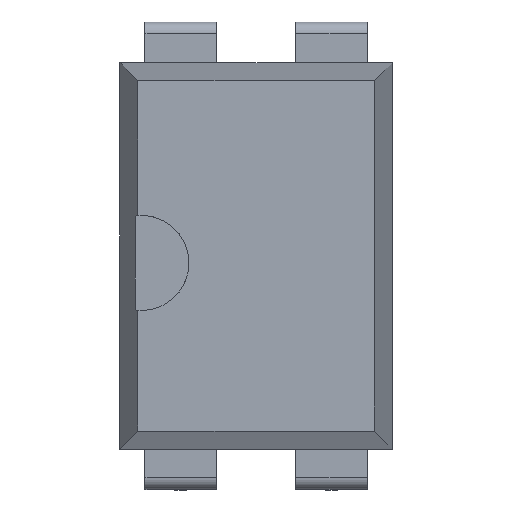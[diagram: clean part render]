
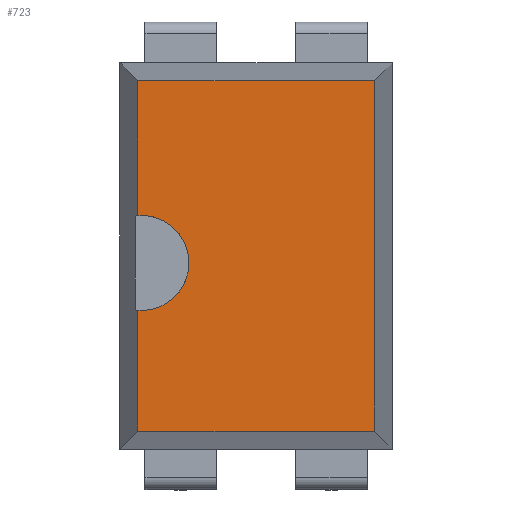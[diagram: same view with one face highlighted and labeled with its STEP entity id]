
A CAD part, top view. The second image highlights one B-rep face of the part: STEP entity #723.
In plain terms, the highlighted planar face has unit normal (0, 0, 1).
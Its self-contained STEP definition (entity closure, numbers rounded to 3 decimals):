
#1 = AXIS2_PLACEMENT_3D ( 'NONE', #115, #1875, #1695 ) ;
#10 = CARTESIAN_POINT ( 'NONE',  ( 0.3, 0.98, 5.3 ) ) ;
#16 = ORIENTED_EDGE ( 'NONE', *, *, #1194, .F. ) ;
#28 = VERTEX_POINT ( 'NONE', #1381 ) ;
#46 = DIRECTION ( 'NONE',  ( 0., 0., 1. ) ) ;
#87 = EDGE_CURVE ( 'NONE', #2755, #28, #404, .T. ) ;
#115 = CARTESIAN_POINT ( 'NONE',  ( 0.36, 3.81, 5.3 ) ) ;
#129 = LINE ( 'NONE', #401, #532 ) ;
#183 = ORIENTED_EDGE ( 'NONE', *, *, #767, .F. ) ;
#283 = ORIENTED_EDGE ( 'NONE', *, *, #2107, .F. ) ;
#395 = CIRCLE ( 'NONE', #2212, 0.8 ) ;
#401 = CARTESIAN_POINT ( 'NONE',  ( 0., 0.98, 5.3 ) ) ;
#404 = LINE ( 'NONE', #2981, #2517 ) ;
#453 = VECTOR ( 'NONE', #2608, 1000. ) ;
#532 = VECTOR ( 'NONE', #2189, 1000. ) ;
#536 = LINE ( 'NONE', #10, #1684 ) ;
#602 = DIRECTION ( 'NONE',  ( 1., 0., 0. ) ) ;
#632 = CARTESIAN_POINT ( 'NONE',  ( 4.28, 0.98, 5.3 ) ) ;
#723 = ADVANCED_FACE ( 'NONE', ( #2455 ), #2987, .T. ) ;
#729 = CARTESIAN_POINT ( 'NONE',  ( 0.3, 3.012, 5.3 ) ) ;
#767 = EDGE_CURVE ( 'NONE', #2755, #2874, #813, .T. ) ;
#813 = CIRCLE ( 'NONE', #1, 0.8 ) ;
#841 = DIRECTION ( 'NONE',  ( 1., 0., 0. ) ) ;
#860 = CARTESIAN_POINT ( 'NONE',  ( 4.28, 6.88, 5.3 ) ) ;
#953 = DIRECTION ( 'NONE',  ( 1., 0., 0. ) ) ;
#968 = CARTESIAN_POINT ( 'NONE',  ( 0., 0.68, 5.3 ) ) ;
#1060 = VERTEX_POINT ( 'NONE', #860 ) ;
#1194 = EDGE_CURVE ( 'NONE', #1060, #2670, #3125, .T. ) ;
#1271 = VECTOR ( 'NONE', #602, 1000. ) ;
#1355 = LINE ( 'NONE', #2650, #1271 ) ;
#1381 = CARTESIAN_POINT ( 'NONE',  ( 0.3, 0.98, 5.3 ) ) ;
#1470 = DIRECTION ( 'NONE',  ( 0., 0., 1. ) ) ;
#1684 = VECTOR ( 'NONE', #2050, 1000. ) ;
#1695 = DIRECTION ( 'NONE',  ( 1., 0., 0. ) ) ;
#1714 = EDGE_CURVE ( 'NONE', #2214, #2823, #536, .T. ) ;
#1722 = ORIENTED_EDGE ( 'NONE', *, *, #3200, .F. ) ;
#1875 = DIRECTION ( 'NONE',  ( 0., 0., 1. ) ) ;
#2050 = DIRECTION ( 'NONE',  ( 0., -1., 0. ) ) ;
#2057 = CARTESIAN_POINT ( 'NONE',  ( 4.28, 7.181, 5.3 ) ) ;
#2107 = EDGE_CURVE ( 'NONE', #2214, #1060, #1355, .T. ) ;
#2112 = CARTESIAN_POINT ( 'NONE',  ( 0.3, 4.608, 5.3 ) ) ;
#2189 = DIRECTION ( 'NONE',  ( 1., 0., 0. ) ) ;
#2212 = AXIS2_PLACEMENT_3D ( 'NONE', #3149, #46, #841 ) ;
#2214 = VERTEX_POINT ( 'NONE', #2463 ) ;
#2266 = EDGE_LOOP ( 'NONE', ( #3084, #16, #283, #2324, #1722, #183, #2420 ) ) ;
#2324 = ORIENTED_EDGE ( 'NONE', *, *, #1714, .T. ) ;
#2417 = DIRECTION ( 'NONE',  ( 0., -1., 0. ) ) ;
#2420 = ORIENTED_EDGE ( 'NONE', *, *, #87, .T. ) ;
#2455 = FACE_OUTER_BOUND ( 'NONE', #2266, .T. ) ;
#2463 = CARTESIAN_POINT ( 'NONE',  ( 0.3, 6.88, 5.3 ) ) ;
#2476 = AXIS2_PLACEMENT_3D ( 'NONE', #968, #1470, #953 ) ;
#2517 = VECTOR ( 'NONE', #2417, 1000. ) ;
#2608 = DIRECTION ( 'NONE',  ( 0., -1., 0. ) ) ;
#2650 = CARTESIAN_POINT ( 'NONE',  ( 0., 6.88, 5.3 ) ) ;
#2670 = VERTEX_POINT ( 'NONE', #632 ) ;
#2755 = VERTEX_POINT ( 'NONE', #729 ) ;
#2823 = VERTEX_POINT ( 'NONE', #2112 ) ;
#2866 = EDGE_CURVE ( 'NONE', #28, #2670, #129, .T. ) ;
#2874 = VERTEX_POINT ( 'NONE', #3212 ) ;
#2981 = CARTESIAN_POINT ( 'NONE',  ( 0.3, 0.98, 5.3 ) ) ;
#2987 = PLANE ( 'NONE',  #2476 ) ;
#3084 = ORIENTED_EDGE ( 'NONE', *, *, #2866, .T. ) ;
#3125 = LINE ( 'NONE', #2057, #453 ) ;
#3149 = CARTESIAN_POINT ( 'NONE',  ( 0.36, 3.81, 5.3 ) ) ;
#3200 = EDGE_CURVE ( 'NONE', #2874, #2823, #395, .T. ) ;
#3212 = CARTESIAN_POINT ( 'NONE',  ( 1.16, 3.81, 5.3 ) ) ;
